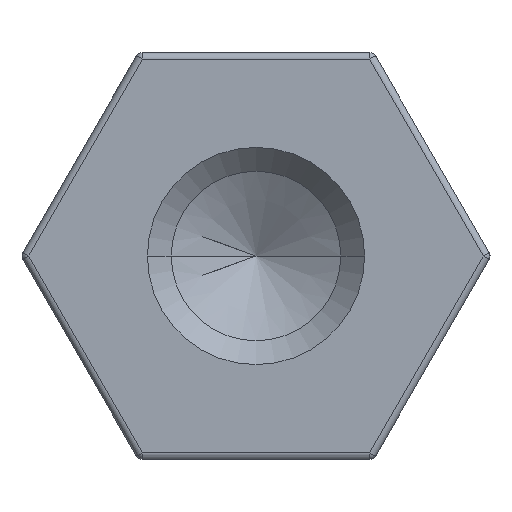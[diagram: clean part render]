
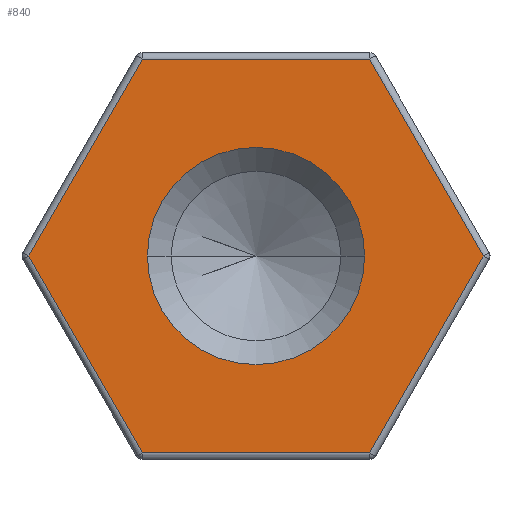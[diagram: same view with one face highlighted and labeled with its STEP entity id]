
A CAD part, left-side view. The second image highlights one B-rep face of the part: STEP entity #840.
In plain terms, the highlighted planar face has unit normal (-1, 0, 0).
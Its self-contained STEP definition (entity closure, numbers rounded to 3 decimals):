
#11 = ORIENTED_EDGE ( 'NONE', *, *, #239, .T. ) ;
#65 = CARTESIAN_POINT ( 'NONE',  ( 0., 0., 0. ) ) ;
#82 = DIRECTION ( 'NONE',  ( 0., 1., 0. ) ) ;
#135 = LINE ( 'NONE', #718, #1007 ) ;
#137 = CARTESIAN_POINT ( 'NONE',  ( 0., 1.6, 0. ) ) ;
#153 = AXIS2_PLACEMENT_3D ( 'NONE', #65, #930, #82 ) ;
#169 = CARTESIAN_POINT ( 'NONE',  ( 0., -1.674, -2.9 ) ) ;
#171 = CARTESIAN_POINT ( 'NONE',  ( 0., 0., 0. ) ) ;
#229 = PLANE ( 'NONE',  #519 ) ;
#235 = EDGE_CURVE ( 'NONE', #1362, #1359, #1039, .T. ) ;
#237 = EDGE_CURVE ( 'NONE', #1257, #1362, #135, .T. ) ;
#239 = EDGE_CURVE ( 'NONE', #1359, #1215, #1259, .T. ) ;
#241 = EDGE_CURVE ( 'NONE', #1312, #1257, #778, .T. ) ;
#243 = FACE_OUTER_BOUND ( 'NONE', #947, .T. ) ;
#247 = EDGE_CURVE ( 'NONE', #836, #1312, #835, .T. ) ;
#251 = EDGE_CURVE ( 'NONE', #1296, #1341, #978, .T. ) ;
#310 = ORIENTED_EDGE ( 'NONE', *, *, #237, .T. ) ;
#346 = EDGE_CURVE ( 'NONE', #1215, #836, #929, .T. ) ;
#361 = DIRECTION ( 'NONE',  ( 0., 1., 0. ) ) ;
#376 = CARTESIAN_POINT ( 'NONE',  ( 0., -1.6, 0. ) ) ;
#436 = VECTOR ( 'NONE', #753, 1000. ) ;
#445 = DIRECTION ( 'NONE',  ( 0., 1., 0. ) ) ;
#487 = VECTOR ( 'NONE', #1120, 1000. ) ;
#503 = EDGE_CURVE ( 'NONE', #1341, #1296, #627, .T. ) ;
#514 = ORIENTED_EDGE ( 'NONE', *, *, #251, .T. ) ;
#519 = AXIS2_PLACEMENT_3D ( 'NONE', #171, #1302, #445 ) ;
#547 = CARTESIAN_POINT ( 'NONE',  ( 0., -3.349, 0. ) ) ;
#586 = ORIENTED_EDGE ( 'NONE', *, *, #503, .T. ) ;
#599 = EDGE_LOOP ( 'NONE', ( #514, #586 ) ) ;
#607 = FACE_BOUND ( 'NONE', #599, .T. ) ;
#616 = CARTESIAN_POINT ( 'NONE',  ( 0., -2.511, -1.45 ) ) ;
#627 = CIRCLE ( 'NONE', #153, 1.6 ) ;
#634 = CARTESIAN_POINT ( 'NONE',  ( 0., 0., 2.9 ) ) ;
#656 = VECTOR ( 'NONE', #1180, 1000. ) ;
#718 = CARTESIAN_POINT ( 'NONE',  ( 0., 2.511, 1.45 ) ) ;
#749 = DIRECTION ( 'NONE',  ( 0., -0.5, -0.866 ) ) ;
#753 = DIRECTION ( 'NONE',  ( 0., 0.5, 0.866 ) ) ;
#754 = DIRECTION ( 'NONE',  ( 0., 0.5, -0.866 ) ) ;
#765 = CARTESIAN_POINT ( 'NONE',  ( 0., 2.511, -1.45 ) ) ;
#778 = LINE ( 'NONE', #634, #1230 ) ;
#827 = CARTESIAN_POINT ( 'NONE',  ( 0., -2.511, 1.45 ) ) ;
#835 = LINE ( 'NONE', #827, #436 ) ;
#836 = VERTEX_POINT ( 'NONE', #547 ) ;
#840 = ADVANCED_FACE ( 'NONE', ( #243, #607 ), #229, .F. ) ;
#862 = ORIENTED_EDGE ( 'NONE', *, *, #247, .T. ) ;
#929 = LINE ( 'NONE', #616, #656 ) ;
#930 = DIRECTION ( 'NONE',  ( 1., 0., 0. ) ) ;
#947 = EDGE_LOOP ( 'NONE', ( #862, #1384, #310, #1186, #11, #1244 ) ) ;
#968 = CARTESIAN_POINT ( 'NONE',  ( 0., 1.674, -2.9 ) ) ;
#978 = CIRCLE ( 'NONE', #1149, 1.6 ) ;
#1007 = VECTOR ( 'NONE', #754, 1000. ) ;
#1039 = LINE ( 'NONE', #765, #1293 ) ;
#1057 = DIRECTION ( 'NONE',  ( 1., 0., 0. ) ) ;
#1118 = CARTESIAN_POINT ( 'NONE',  ( 0., 0., -2.9 ) ) ;
#1120 = DIRECTION ( 'NONE',  ( 0., -1., 0. ) ) ;
#1122 = CARTESIAN_POINT ( 'NONE',  ( 0., 1.674, 2.9 ) ) ;
#1135 = DIRECTION ( 'NONE',  ( 0., 1., 0. ) ) ;
#1149 = AXIS2_PLACEMENT_3D ( 'NONE', #1417, #1057, #361 ) ;
#1180 = DIRECTION ( 'NONE',  ( 0., -0.5, 0.866 ) ) ;
#1186 = ORIENTED_EDGE ( 'NONE', *, *, #235, .T. ) ;
#1215 = VERTEX_POINT ( 'NONE', #169 ) ;
#1230 = VECTOR ( 'NONE', #1135, 1000. ) ;
#1244 = ORIENTED_EDGE ( 'NONE', *, *, #346, .T. ) ;
#1257 = VERTEX_POINT ( 'NONE', #1122 ) ;
#1259 = LINE ( 'NONE', #1118, #487 ) ;
#1293 = VECTOR ( 'NONE', #749, 1000. ) ;
#1296 = VERTEX_POINT ( 'NONE', #137 ) ;
#1302 = DIRECTION ( 'NONE',  ( 1., 0., 0. ) ) ;
#1304 = CARTESIAN_POINT ( 'NONE',  ( 0., -1.674, 2.9 ) ) ;
#1312 = VERTEX_POINT ( 'NONE', #1304 ) ;
#1341 = VERTEX_POINT ( 'NONE', #376 ) ;
#1359 = VERTEX_POINT ( 'NONE', #968 ) ;
#1362 = VERTEX_POINT ( 'NONE', #1390 ) ;
#1384 = ORIENTED_EDGE ( 'NONE', *, *, #241, .T. ) ;
#1390 = CARTESIAN_POINT ( 'NONE',  ( 0., 3.349, 0. ) ) ;
#1417 = CARTESIAN_POINT ( 'NONE',  ( 0., 0., 0. ) ) ;
